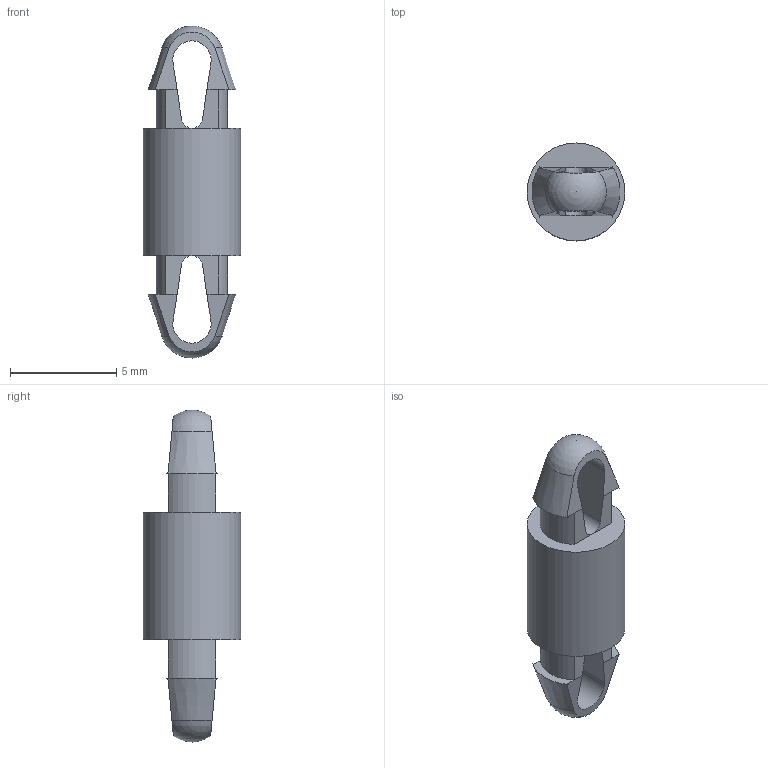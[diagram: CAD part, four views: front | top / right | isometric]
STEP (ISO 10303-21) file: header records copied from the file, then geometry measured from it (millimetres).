
FILE_DESCRIPTION( ( 'Unknown' ), '1' );
FILE_NAME( '709656000.stp', 'Unknown', ( 'Unknown' ), ( 'Unknown' ), 'PSStep 17.0.49', 'Unknown', ' ' );
FILE_SCHEMA( ( 'AUTOMOTIVE_DESIGN { 1 0 10303 214 1 1 1 1 }' ) );
Length unit declared in the file: millimetre
Products named in the file (1): 1
Bounding box: 4.6 x 4.6 x 15.6 mm (x, y, z)
Volume: 134.9 mm3; surface area: 223.9 mm2
Topology: 1 solids, 1 shells, 45 faces, 129 edges, 82 vertices
Faces by surface type: plane 30, cylinder 9, cone 4, sphere 2
Full cylindrical faces by diameter (mm): 4.6 x1
Entity records: 1818 total; most frequent: CARTESIAN_POINT 296, ORIENTED_EDGE 244, DIRECTION 232, EDGE_CURVE 122, AXIS2_PLACEMENT_3D 80, VERTEX_POINT 80, LINE 72, VECTOR 72
